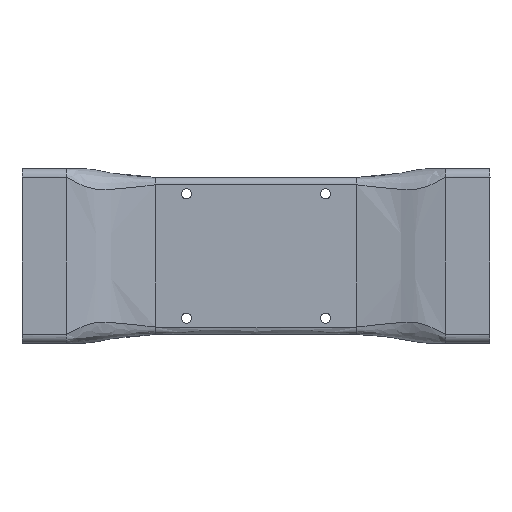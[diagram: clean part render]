
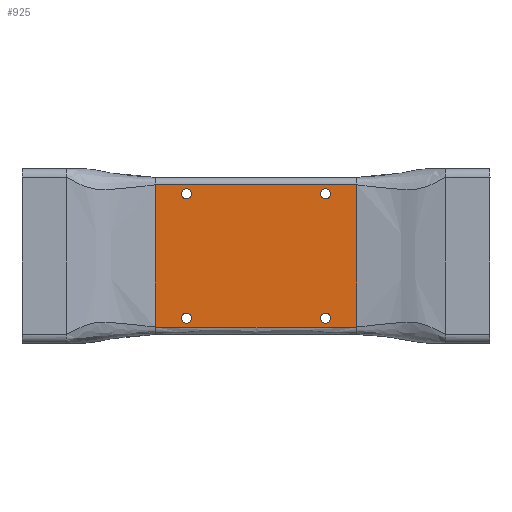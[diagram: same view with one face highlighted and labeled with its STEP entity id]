
A CAD part, front view. The second image highlights one B-rep face of the part: STEP entity #925.
In plain terms, the highlighted planar face has unit normal (0, -1, 0).
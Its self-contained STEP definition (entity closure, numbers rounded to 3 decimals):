
#29 = EDGE_CURVE ( 'NONE', #2691, #5260, #1498, .T. ) ;
#109 = EDGE_CURVE ( 'NONE', #3163, #2578, #2848, .T. ) ;
#131 = CARTESIAN_POINT ( 'NONE',  ( -34., -25.5, -24. ) ) ;
#178 = CARTESIAN_POINT ( 'NONE',  ( 23.5, -25.5, -21. ) ) ;
#183 = CARTESIAN_POINT ( 'NONE',  ( 34., -25.5, -24. ) ) ;
#264 = EDGE_CURVE ( 'NONE', #2617, #4392, #2314, .T. ) ;
#299 = VERTEX_POINT ( 'NONE', #662 ) ;
#333 = ORIENTED_EDGE ( 'NONE', *, *, #499, .F. ) ;
#373 = CARTESIAN_POINT ( 'NONE',  ( 11.333, -25.5, -24. ) ) ;
#377 = AXIS2_PLACEMENT_3D ( 'NONE', #815, #4130, #440 ) ;
#440 = DIRECTION ( 'NONE',  ( 0., 0., -1. ) ) ;
#457 = EDGE_CURVE ( 'NONE', #3163, #3171, #1986, .T. ) ;
#499 = EDGE_CURVE ( 'NONE', #518, #1564, #2865, .T. ) ;
#518 = VERTEX_POINT ( 'NONE', #2080 ) ;
#587 = FACE_BOUND ( 'NONE', #2474, .T. ) ;
#593 = CARTESIAN_POINT ( 'NONE',  ( 23.5, -25.5, 19.3 ) ) ;
#638 = FACE_OUTER_BOUND ( 'NONE', #3464, .T. ) ;
#662 = CARTESIAN_POINT ( 'NONE',  ( -23.5, -25.5, 19.3 ) ) ;
#666 = FACE_BOUND ( 'NONE', #3478, .T. ) ;
#733 = ORIENTED_EDGE ( 'NONE', *, *, #264, .F. ) ;
#742 = AXIS2_PLACEMENT_3D ( 'NONE', #178, #4690, #2123 ) ;
#815 = CARTESIAN_POINT ( 'NONE',  ( 23.5, -25.5, 21. ) ) ;
#831 = CIRCLE ( 'NONE', #1087, 1.7 ) ;
#861 = CIRCLE ( 'NONE', #2426, 1.7 ) ;
#864 = AXIS2_PLACEMENT_3D ( 'NONE', #1623, #3302, #3779 ) ;
#893 = CARTESIAN_POINT ( 'NONE',  ( -23.5, -25.5, 22.7 ) ) ;
#925 = ADVANCED_FACE ( 'NONE', ( #666, #991, #587, #638, #5091 ), #3508, .F. ) ;
#974 = DIRECTION ( 'NONE',  ( 0., 0., -1. ) ) ;
#989 = EDGE_CURVE ( 'NONE', #3171, #2691, #1042, .T. ) ;
#991 = FACE_BOUND ( 'NONE', #1219, .T. ) ;
#1042 = LINE ( 'NONE', #3083, #1541 ) ;
#1087 = AXIS2_PLACEMENT_3D ( 'NONE', #1274, #2937, #3047 ) ;
#1214 = CARTESIAN_POINT ( 'NONE',  ( 23.5, -25.5, -19.3 ) ) ;
#1219 = EDGE_LOOP ( 'NONE', ( #4530, #2602 ) ) ;
#1274 = CARTESIAN_POINT ( 'NONE',  ( 23.5, -25.5, -21. ) ) ;
#1284 = DIRECTION ( 'NONE',  ( 0., 0., -1. ) ) ;
#1298 = VERTEX_POINT ( 'NONE', #893 ) ;
#1333 = CARTESIAN_POINT ( 'NONE',  ( 0., -25.5, -24. ) ) ;
#1350 = EDGE_CURVE ( 'NONE', #1564, #518, #4504, .T. ) ;
#1420 = DIRECTION ( 'NONE',  ( 0., -1., 0. ) ) ;
#1470 = CARTESIAN_POINT ( 'NONE',  ( 0., -25.5, -24. ) ) ;
#1498 = LINE ( 'NONE', #5185, #2657 ) ;
#1541 = VECTOR ( 'NONE', #4324, 1000. ) ;
#1564 = VERTEX_POINT ( 'NONE', #593 ) ;
#1623 = CARTESIAN_POINT ( 'NONE',  ( -23.5, -25.5, 21. ) ) ;
#1781 = DIRECTION ( 'NONE',  ( 0., 0., 1. ) ) ;
#1782 = AXIS2_PLACEMENT_3D ( 'NONE', #2636, #2931, #974 ) ;
#1803 = AXIS2_PLACEMENT_3D ( 'NONE', #3107, #3132, #2757 ) ;
#1843 = CARTESIAN_POINT ( 'NONE',  ( -34., -25.5, 24. ) ) ;
#1986 = B_SPLINE_CURVE_WITH_KNOTS ( 'NONE', 3,
 ( #3223, #373, #2054, #2409 ),
 .UNSPECIFIED., .F., .F.,
 ( 4, 4 ),
 ( 0., 1. ),
 .UNSPECIFIED. ) ;
#1987 = ORIENTED_EDGE ( 'NONE', *, *, #989, .T. ) ;
#2054 = CARTESIAN_POINT ( 'NONE',  ( 22.667, -25.5, -24. ) ) ;
#2077 = ORIENTED_EDGE ( 'NONE', *, *, #2122, .F. ) ;
#2080 = CARTESIAN_POINT ( 'NONE',  ( 23.5, -25.5, 22.7 ) ) ;
#2122 = EDGE_CURVE ( 'NONE', #4768, #4576, #831, .T. ) ;
#2123 = DIRECTION ( 'NONE',  ( 0., 0., -1. ) ) ;
#2223 = EDGE_CURVE ( 'NONE', #4576, #4768, #4960, .T. ) ;
#2232 = LINE ( 'NONE', #3871, #3361 ) ;
#2267 = CARTESIAN_POINT ( 'NONE',  ( -23.5, -25.5, -21. ) ) ;
#2314 = CIRCLE ( 'NONE', #5316, 1.7 ) ;
#2319 = DIRECTION ( 'NONE',  ( 0., 0., -1. ) ) ;
#2342 = AXIS2_PLACEMENT_3D ( 'NONE', #5254, #2461, #4953 ) ;
#2379 = ORIENTED_EDGE ( 'NONE', *, *, #3254, .F. ) ;
#2409 = CARTESIAN_POINT ( 'NONE',  ( 34., -25.5, -24. ) ) ;
#2426 = AXIS2_PLACEMENT_3D ( 'NONE', #4091, #4142, #1284 ) ;
#2461 = DIRECTION ( 'NONE',  ( 0., -1., 0. ) ) ;
#2474 = EDGE_LOOP ( 'NONE', ( #4045, #333 ) ) ;
#2519 = EDGE_CURVE ( 'NONE', #4392, #2617, #4268, .T. ) ;
#2561 = ORIENTED_EDGE ( 'NONE', *, *, #2519, .F. ) ;
#2578 = VERTEX_POINT ( 'NONE', #4297 ) ;
#2602 = ORIENTED_EDGE ( 'NONE', *, *, #4017, .F. ) ;
#2617 = VERTEX_POINT ( 'NONE', #4192 ) ;
#2636 = CARTESIAN_POINT ( 'NONE',  ( -23.5, -25.5, -21. ) ) ;
#2657 = VECTOR ( 'NONE', #2750, 1000. ) ;
#2691 = VERTEX_POINT ( 'NONE', #4404 ) ;
#2715 = ORIENTED_EDGE ( 'NONE', *, *, #109, .F. ) ;
#2750 = DIRECTION ( 'NONE',  ( -1., 0., 0. ) ) ;
#2757 = DIRECTION ( 'NONE',  ( -1., 0., 0. ) ) ;
#2848 = B_SPLINE_CURVE_WITH_KNOTS ( 'NONE', 1,
 ( #1333, #131 ),
 .UNSPECIFIED., .F., .F.,
 ( 2, 2 ),
 ( 0., 1. ),
 .UNSPECIFIED. ) ;
#2861 = CIRCLE ( 'NONE', #864, 1.7 ) ;
#2865 = CIRCLE ( 'NONE', #2342, 1.7 ) ;
#2931 = DIRECTION ( 'NONE',  ( 0., -1., 0. ) ) ;
#2937 = DIRECTION ( 'NONE',  ( 0., -1., 0. ) ) ;
#3047 = DIRECTION ( 'NONE',  ( 0., 0., -1. ) ) ;
#3083 = CARTESIAN_POINT ( 'NONE',  ( 34., -25.5, 0. ) ) ;
#3107 = CARTESIAN_POINT ( 'NONE',  ( 0., -25.5, 0. ) ) ;
#3132 = DIRECTION ( 'NONE',  ( 0., 1., 0. ) ) ;
#3163 = VERTEX_POINT ( 'NONE', #1470 ) ;
#3171 = VERTEX_POINT ( 'NONE', #183 ) ;
#3223 = CARTESIAN_POINT ( 'NONE',  ( 0., -25.5, -24. ) ) ;
#3254 = EDGE_CURVE ( 'NONE', #2578, #5260, #2232, .T. ) ;
#3302 = DIRECTION ( 'NONE',  ( 0., -1., 0. ) ) ;
#3361 = VECTOR ( 'NONE', #1781, 1000. ) ;
#3464 = EDGE_LOOP ( 'NONE', ( #2379, #2715, #3650, #1987, #4309 ) ) ;
#3478 = EDGE_LOOP ( 'NONE', ( #4243, #2077 ) ) ;
#3508 = PLANE ( 'NONE',  #1803 ) ;
#3589 = EDGE_LOOP ( 'NONE', ( #733, #2561 ) ) ;
#3650 = ORIENTED_EDGE ( 'NONE', *, *, #457, .T. ) ;
#3688 = CARTESIAN_POINT ( 'NONE',  ( -23.5, -25.5, -19.3 ) ) ;
#3779 = DIRECTION ( 'NONE',  ( 0., 0., -1. ) ) ;
#3871 = CARTESIAN_POINT ( 'NONE',  ( -34., -25.5, 0. ) ) ;
#3995 = CARTESIAN_POINT ( 'NONE',  ( 23.5, -25.5, -22.7 ) ) ;
#4017 = EDGE_CURVE ( 'NONE', #1298, #299, #861, .T. ) ;
#4045 = ORIENTED_EDGE ( 'NONE', *, *, #1350, .F. ) ;
#4091 = CARTESIAN_POINT ( 'NONE',  ( -23.5, -25.5, 21. ) ) ;
#4130 = DIRECTION ( 'NONE',  ( 0., -1., 0. ) ) ;
#4142 = DIRECTION ( 'NONE',  ( 0., -1., 0. ) ) ;
#4192 = CARTESIAN_POINT ( 'NONE',  ( -23.5, -25.5, -22.7 ) ) ;
#4243 = ORIENTED_EDGE ( 'NONE', *, *, #2223, .F. ) ;
#4268 = CIRCLE ( 'NONE', #1782, 1.7 ) ;
#4297 = CARTESIAN_POINT ( 'NONE',  ( -34., -25.5, -24. ) ) ;
#4309 = ORIENTED_EDGE ( 'NONE', *, *, #29, .T. ) ;
#4324 = DIRECTION ( 'NONE',  ( 0., 0., 1. ) ) ;
#4392 = VERTEX_POINT ( 'NONE', #3688 ) ;
#4404 = CARTESIAN_POINT ( 'NONE',  ( 34., -25.5, 24. ) ) ;
#4504 = CIRCLE ( 'NONE', #377, 1.7 ) ;
#4530 = ORIENTED_EDGE ( 'NONE', *, *, #4704, .F. ) ;
#4576 = VERTEX_POINT ( 'NONE', #3995 ) ;
#4690 = DIRECTION ( 'NONE',  ( 0., -1., 0. ) ) ;
#4704 = EDGE_CURVE ( 'NONE', #299, #1298, #2861, .T. ) ;
#4768 = VERTEX_POINT ( 'NONE', #1214 ) ;
#4953 = DIRECTION ( 'NONE',  ( 0., 0., -1. ) ) ;
#4960 = CIRCLE ( 'NONE', #742, 1.7 ) ;
#5091 = FACE_BOUND ( 'NONE', #3589, .T. ) ;
#5185 = CARTESIAN_POINT ( 'NONE',  ( 0., -25.5, 24. ) ) ;
#5254 = CARTESIAN_POINT ( 'NONE',  ( 23.5, -25.5, 21. ) ) ;
#5260 = VERTEX_POINT ( 'NONE', #1843 ) ;
#5316 = AXIS2_PLACEMENT_3D ( 'NONE', #2267, #1420, #2319 ) ;
